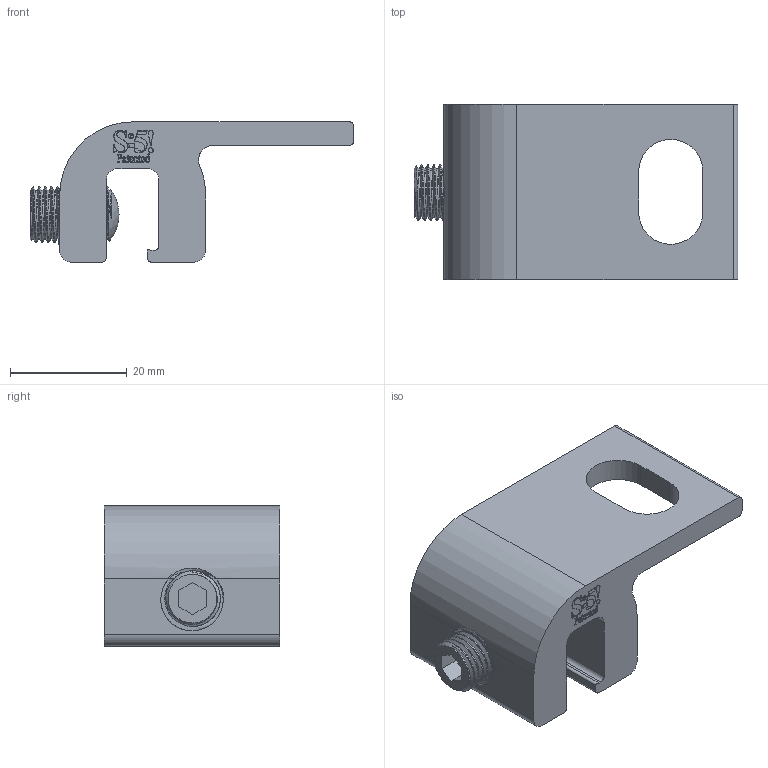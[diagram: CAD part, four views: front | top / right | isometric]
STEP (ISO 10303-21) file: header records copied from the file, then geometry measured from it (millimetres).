
FILE_DESCRIPTION (( 'STEP AP214' ), '1' );
FILE_NAME ('S-5-EF.STEP', '2016-04-14T17:56:16', ( '' ), ( '' ), 'SwSTEP 2.0', 'SolidWorks 2016', '' );
FILE_SCHEMA (( 'AUTOMOTIVE_DESIGN' ));
Length unit declared in the file: inch
Products named in the file (3): SETSCREW; S-5-EF
Assembly tree (2 placements, depth 2):
  S-5-EF
    S-5-EF
    SETSCREW
Bounding box: 55.47 x 30 x 24 mm (x, y, z)
Volume: 15278.9 mm3; surface area: 7366.6 mm2
Topology: 2 solids, 2 shells, 614 faces, 1715 edges, 1146 vertices
Faces by surface type: plane 297, bspline 205, cylinder 105, cone 5, sphere 2
Entity records: 31692 total; most frequent: CARTESIAN_POINT 17720, ORIENTED_EDGE 3430, DIRECTION 1981, EDGE_CURVE 1715, VERTEX_POINT 1146, VECTOR 1053, LINE 1053, EDGE_LOOP 659
